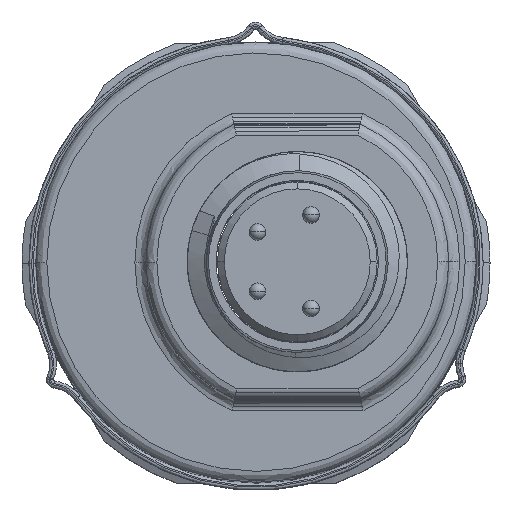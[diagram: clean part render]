
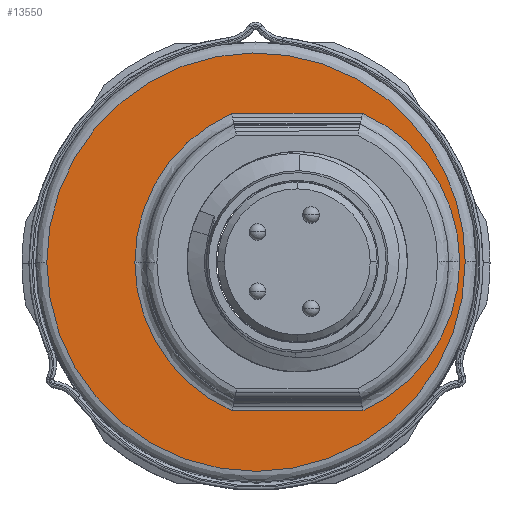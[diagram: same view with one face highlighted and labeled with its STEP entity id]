
A CAD part, top view. The second image highlights one B-rep face of the part: STEP entity #13550.
In plain terms, the highlighted planar face has unit normal (0, 0, 1).
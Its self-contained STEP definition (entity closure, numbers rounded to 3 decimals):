
#3010=CIRCLE('',#15274,7.6);
#3013=CIRCLE('',#15277,5.9);
#3017=CIRCLE('',#15281,5.9);
#3026=CIRCLE('',#15305,5.9);
#3027=CIRCLE('',#15306,5.9);
#3028=CIRCLE('',#15308,7.6);
#3029=CIRCLE('',#15309,7.6);
#4247=VERTEX_POINT('',#46452);
#4248=VERTEX_POINT('',#46454);
#4249=VERTEX_POINT('',#46472);
#4250=VERTEX_POINT('',#46474);
#4252=VERTEX_POINT('',#46507);
#4253=VERTEX_POINT('',#46523);
#4259=VERTEX_POINT('',#46949);
#4260=VERTEX_POINT('',#46951);
#4261=VERTEX_POINT('',#46998);
#4893=LINE('',#46939,#15946);
#4894=LINE('',#46950,#15947);
#6803=EDGE_CURVE('',#4247,#4248,#3010,.T.);
#6806=EDGE_CURVE('',#4249,#4250,#3013,.T.);
#6814=EDGE_CURVE('',#4253,#4252,#3017,.T.);
#6838=EDGE_CURVE('',#4250,#4253,#4893,.T.);
#6840=EDGE_CURVE('',#4259,#4260,#4894,.T.);
#6844=EDGE_CURVE('',#4252,#4259,#3026,.T.);
#6845=EDGE_CURVE('',#4260,#4249,#3027,.T.);
#6846=EDGE_CURVE('',#4261,#4247,#3028,.T.);
#6847=EDGE_CURVE('',#4248,#4261,#3029,.T.);
#10778=ORIENTED_EDGE('',*,*,#6846,.F.);
#10779=ORIENTED_EDGE('',*,*,#6847,.F.);
#10780=ORIENTED_EDGE('',*,*,#6803,.F.);
#10781=ORIENTED_EDGE('',*,*,#6845,.F.);
#10782=ORIENTED_EDGE('',*,*,#6840,.F.);
#10783=ORIENTED_EDGE('',*,*,#6844,.F.);
#10784=ORIENTED_EDGE('',*,*,#6814,.F.);
#10785=ORIENTED_EDGE('',*,*,#6838,.F.);
#10786=ORIENTED_EDGE('',*,*,#6806,.F.);
#11876=EDGE_LOOP('',(#10778,#10779,#10780));
#11877=EDGE_LOOP('',(#10781,#10782,#10783,#10784,#10785,#10786));
#12736=FACE_BOUND('',#11876,.T.);
#12737=FACE_BOUND('',#11877,.T.);
#13550=ADVANCED_FACE('',(#12736,#12737),#16091,.F.);
#15274=AXIS2_PLACEMENT_3D('',#46453,#19722,#19723);
#15277=AXIS2_PLACEMENT_3D('',#46473,#19728,#19729);
#15281=AXIS2_PLACEMENT_3D('',#46524,#19736,#19737);
#15305=AXIS2_PLACEMENT_3D('',#46979,#19791,#19792);
#15306=AXIS2_PLACEMENT_3D('',#46995,#19793,#19794);
#15307=AXIS2_PLACEMENT_3D('',#46996,#19795,$);
#15308=AXIS2_PLACEMENT_3D('',#46997,#19796,#19797);
#15309=AXIS2_PLACEMENT_3D('',#46999,#19798,#19799);
#15946=VECTOR('',#19781,1.);
#15947=VECTOR('',#19784,1.);
#16091=PLANE('',#15307);
#19722=DIRECTION('',(0.,0.,-1.));
#19723=DIRECTION('',(7.6,0.014,0.));
#19728=DIRECTION('',(0.,0.,1.));
#19729=DIRECTION('',(5.9,0.011,0.));
#19736=DIRECTION('',(0.,0.,1.));
#19737=DIRECTION('',(5.9,0.011,0.));
#19781=DIRECTION('',(-1.,-0.002,0.));
#19784=DIRECTION('',(1.,0.002,0.));
#19791=DIRECTION('',(0.,0.,1.));
#19792=DIRECTION('',(5.9,0.011,0.));
#19793=DIRECTION('',(0.,0.,1.));
#19794=DIRECTION('',(5.9,0.011,0.));
#19795=DIRECTION('',(0.,0.,-1.));
#19796=DIRECTION('',(0.,0.,-1.));
#19797=DIRECTION('',(7.6,0.014,0.));
#19798=DIRECTION('',(0.,0.,-1.));
#19799=DIRECTION('',(7.6,0.014,0.));
#46452=CARTESIAN_POINT('',(6.1,0.011,-5.25));
#46453=CARTESIAN_POINT('',(-1.5,-0.003,-5.25));
#46454=CARTESIAN_POINT('',(-9.1,-0.016,-5.25));
#46472=CARTESIAN_POINT('',(5.9,0.011,-5.25));
#46473=CARTESIAN_POINT('',(0.,0.,-5.25));
#46474=CARTESIAN_POINT('',(2.367,5.404,-5.25));
#46507=CARTESIAN_POINT('',(-5.9,-0.011,-5.25));
#46523=CARTESIAN_POINT('',(-2.387,5.396,-5.25));
#46524=CARTESIAN_POINT('',(0.,0.,-5.25));
#46939=CARTESIAN_POINT('',(2.367,5.404,-5.25));
#46949=CARTESIAN_POINT('',(-2.367,-5.404,-5.25));
#46950=CARTESIAN_POINT('',(-2.367,-5.404,-5.25));
#46951=CARTESIAN_POINT('',(2.387,-5.396,-5.25));
#46979=CARTESIAN_POINT('',(0.,0.,-5.25));
#46995=CARTESIAN_POINT('',(0.,0.,-5.25));
#46996=CARTESIAN_POINT('',(-9.875,8.331,-5.25));
#46997=CARTESIAN_POINT('',(-1.5,-0.003,-5.25));
#46998=CARTESIAN_POINT('',(3.258,5.923,-5.25));
#46999=CARTESIAN_POINT('',(-1.5,-0.003,-5.25));
